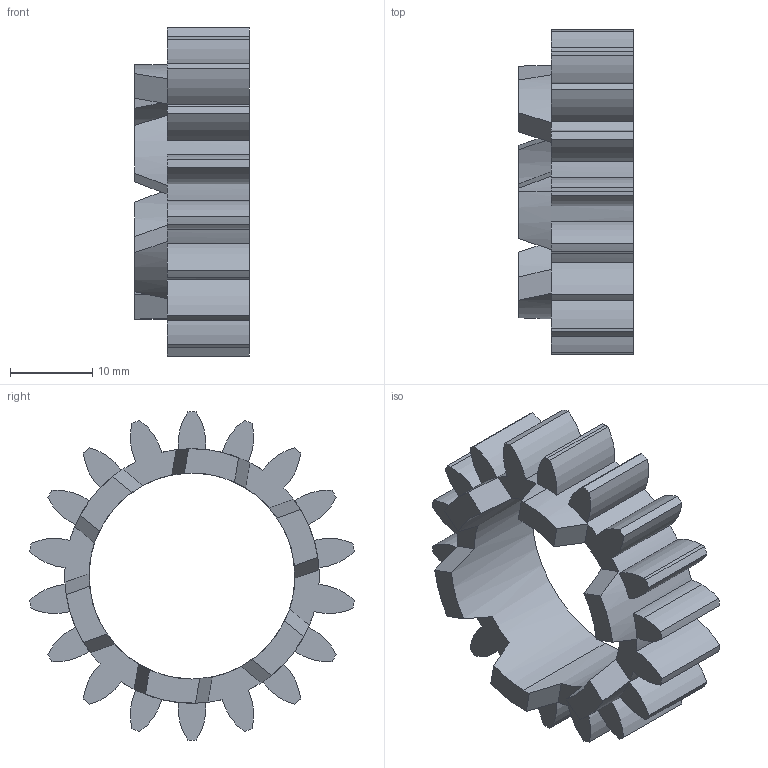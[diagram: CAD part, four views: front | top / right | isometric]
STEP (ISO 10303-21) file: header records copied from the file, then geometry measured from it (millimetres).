
FILE_DESCRIPTION (( 'STEP AP214' ), '1' );
FILE_NAME ('CYC-024.step', '2024-04-03T09:40:17', ( '' ), ( '' ), 'SwSTEP 2.0', 'SolidWorks 2024', '' );
FILE_SCHEMA (( 'AUTOMOTIVE_DESIGN' ));
Length unit declared in the file: millimetre
Products named in the file (1): CYC-024
Bounding box: 14 x 39.56 x 40 mm (x, y, z)
Volume: 5388.2 mm3; surface area: 4516.5 mm2
Topology: 1 solids, 1 shells, 105 faces, 312 edges, 208 vertices
Faces by surface type: cylinder 68, plane 37
Entity records: 3657 total; most frequent: CARTESIAN_POINT 698, DIRECTION 684, ORIENTED_EDGE 624, EDGE_CURVE 312, AXIS2_PLACEMENT_3D 290, VERTEX_POINT 208, CIRCLE 184, EDGE_LOOP 106
